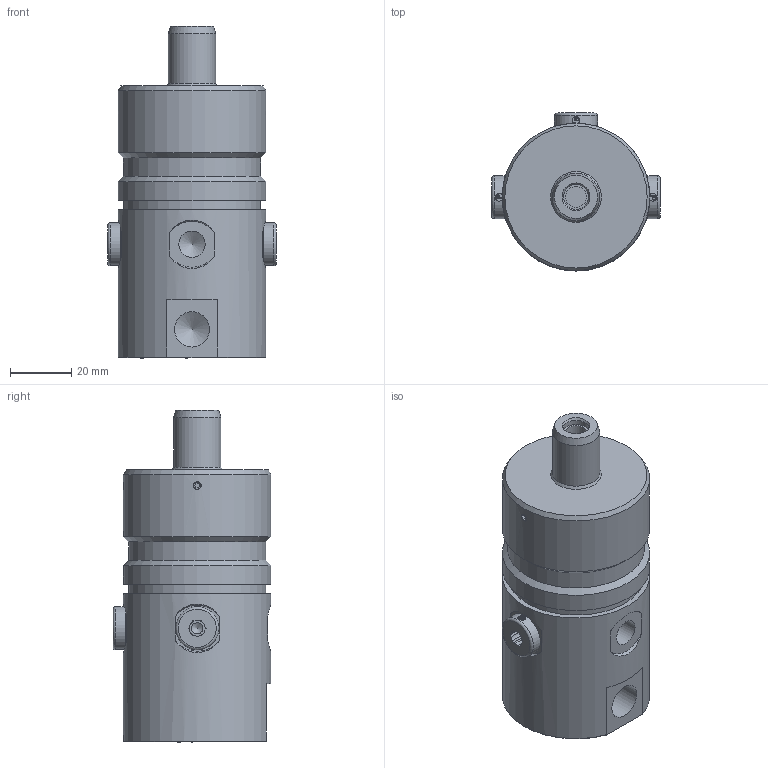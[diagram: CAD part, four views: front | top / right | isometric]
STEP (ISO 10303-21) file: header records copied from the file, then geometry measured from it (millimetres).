
FILE_DESCRIPTION((''),'2;1');
FILE_NAME('1111-002-105-IC.stp','2013-07-01T12:55:46',('fdahl'),(''),'Autodesk Inventor 2011','Autodesk Inventor 2011','');
FILE_SCHEMA(('AUTOMOTIVE_DESIGN { 1 0 10303 214 1 1 1 1 }'));
Length unit declared in the file: millimetre
Products named in the file (1): 1111-002-105-IC
Bounding box: 54.79 x 51.39 x 108 mm (x, y, z)
Volume: 153675.9 mm3; surface area: 24811.6 mm2
Topology: 1 solids, 10 shells, 688 faces, 1734 edges, 1142 vertices
Faces by surface type: plane 425, cylinder 116, bspline 107, cone 33, torus 7
Full cylindrical faces by diameter (mm): 2.459 x3, 2.52 x3, 5.2 x3, 6.817 x1, 7 x4, 8 x5, 8.113 x2, 8.3 x3, 8.566 x7, 11.15 x3, 11.445 x1, 14 x3, 15.4 x1, 44.6 x2, 47.991 x3
Entity records: 22011 total; most frequent: CARTESIAN_POINT 6186, ORIENTED_EDGE 3224, DIRECTION 2774, EDGE_CURVE 1612, VERTEX_POINT 1104, VECTOR 1058, LINE 1058, AXIS2_PLACEMENT_3D 858
